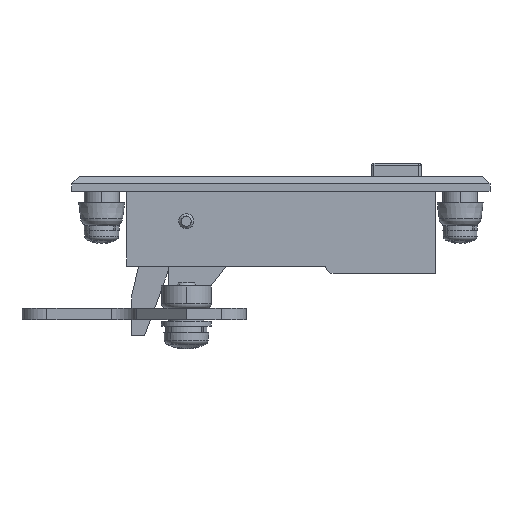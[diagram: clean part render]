
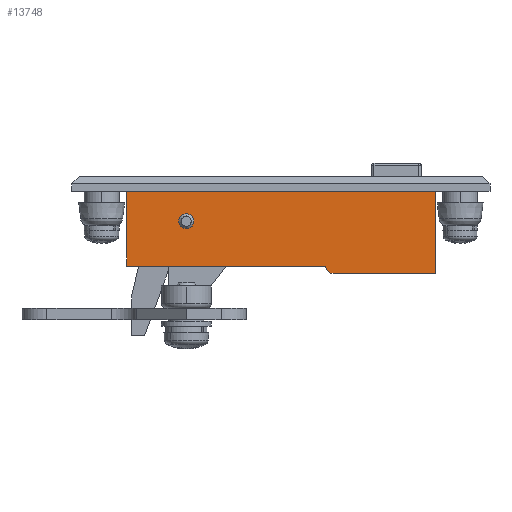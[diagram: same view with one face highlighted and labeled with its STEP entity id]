
A CAD part, left-side view. The second image highlights one B-rep face of the part: STEP entity #13748.
In plain terms, the highlighted planar face has unit normal (-1, 0, 0).
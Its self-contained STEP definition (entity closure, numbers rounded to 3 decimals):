
#306 = EDGE_CURVE ( 'NONE', #9825, #15350, #12297, .T. ) ;
#630 = VECTOR ( 'NONE', #10247, 1000. ) ;
#966 = ORIENTED_EDGE ( 'NONE', *, *, #6094, .F. ) ;
#1526 = CARTESIAN_POINT ( 'NONE',  ( -11.5, -50., 6. ) ) ;
#1678 = DIRECTION ( 'NONE',  ( -1., 0., 0. ) ) ;
#2242 = DIRECTION ( 'NONE',  ( 0., 1., 0. ) ) ;
#2949 = VECTOR ( 'NONE', #10913, 1000. ) ;
#3194 = LINE ( 'NONE', #1526, #9716 ) ;
#3201 = VERTEX_POINT ( 'NONE', #16084 ) ;
#3340 = CARTESIAN_POINT ( 'NONE',  ( -11.5, -29.5, -9. ) ) ;
#3497 = DIRECTION ( 'NONE',  ( 0., 0., 1. ) ) ;
#3831 = CIRCLE ( 'NONE', #8040, 1.5 ) ;
#3897 = CARTESIAN_POINT ( 'NONE',  ( -11.5, -28., -10.5 ) ) ;
#3970 = VERTEX_POINT ( 'NONE', #4222 ) ;
#4020 = VECTOR ( 'NONE', #2242, 1000. ) ;
#4222 = CARTESIAN_POINT ( 'NONE',  ( -11.5, 12., -9. ) ) ;
#4329 = ORIENTED_EDGE ( 'NONE', *, *, #12255, .F. ) ;
#4337 = CARTESIAN_POINT ( 'NONE',  ( -11.5, -28., -9. ) ) ;
#4433 = CARTESIAN_POINT ( 'NONE',  ( -11.5, 12., 6. ) ) ;
#4932 = CARTESIAN_POINT ( 'NONE',  ( -11.5, -50., 6. ) ) ;
#5148 = DIRECTION ( 'NONE',  ( -1., 0., 0. ) ) ;
#5388 = ORIENTED_EDGE ( 'NONE', *, *, #11222, .T. ) ;
#5431 = EDGE_CURVE ( 'NONE', #13564, #3201, #7200, .T. ) ;
#5765 = CIRCLE ( 'NONE', #11280, 1.5 ) ;
#5950 = ORIENTED_EDGE ( 'NONE', *, *, #306, .T. ) ;
#6094 = EDGE_CURVE ( 'NONE', #14567, #3970, #13571, .T. ) ;
#6355 = EDGE_CURVE ( 'NONE', #3970, #14709, #15925, .T. ) ;
#6644 = AXIS2_PLACEMENT_3D ( 'NONE', #11768, #8415, #6755 ) ;
#6755 = DIRECTION ( 'NONE',  ( 0., 0., -1. ) ) ;
#6803 = CARTESIAN_POINT ( 'NONE',  ( -11.5, 12., 6. ) ) ;
#7200 = LINE ( 'NONE', #3897, #4020 ) ;
#7367 = DIRECTION ( 'NONE',  ( 0., 0., -1. ) ) ;
#7485 = EDGE_CURVE ( 'NONE', #14709, #7580, #3194, .T. ) ;
#7580 = VERTEX_POINT ( 'NONE', #4932 ) ;
#7688 = CARTESIAN_POINT ( 'NONE',  ( -11.5, 0., -1.5 ) ) ;
#8040 = AXIS2_PLACEMENT_3D ( 'NONE', #13491, #10164, #8475 ) ;
#8365 = EDGE_LOOP ( 'NONE', ( #966, #5388, #10374, #4329, #12587, #9489 ) ) ;
#8415 = DIRECTION ( 'NONE',  ( 1., 0., 0. ) ) ;
#8475 = DIRECTION ( 'NONE',  ( 0., 0., -1. ) ) ;
#9058 = CARTESIAN_POINT ( 'NONE',  ( -11.5, -50., -10.5 ) ) ;
#9489 = ORIENTED_EDGE ( 'NONE', *, *, #6355, .F. ) ;
#9716 = VECTOR ( 'NONE', #16112, 1000. ) ;
#9825 = VERTEX_POINT ( 'NONE', #12585 ) ;
#10164 = DIRECTION ( 'NONE',  ( 1., 0., 0. ) ) ;
#10247 = DIRECTION ( 'NONE',  ( 0., 1., 0. ) ) ;
#10374 = ORIENTED_EDGE ( 'NONE', *, *, #5431, .F. ) ;
#10694 = FACE_OUTER_BOUND ( 'NONE', #8365, .T. ) ;
#10913 = DIRECTION ( 'NONE',  ( 0., 0., 1. ) ) ;
#11222 = EDGE_CURVE ( 'NONE', #14567, #3201, #5765, .T. ) ;
#11280 = AXIS2_PLACEMENT_3D ( 'NONE', #3340, #1678, #16260 ) ;
#11290 = VECTOR ( 'NONE', #7367, 1000. ) ;
#11768 = CARTESIAN_POINT ( 'NONE',  ( -11.5, 0., 0. ) ) ;
#11815 = PLANE ( 'NONE',  #12784 ) ;
#11907 = CARTESIAN_POINT ( 'NONE',  ( -11.5, -8., -9. ) ) ;
#11944 = FACE_BOUND ( 'NONE', #15807, .T. ) ;
#12009 = ORIENTED_EDGE ( 'NONE', *, *, #13485, .T. ) ;
#12255 = EDGE_CURVE ( 'NONE', #7580, #13564, #12378, .T. ) ;
#12297 = CIRCLE ( 'NONE', #6644, 1.5 ) ;
#12378 = LINE ( 'NONE', #9058, #11290 ) ;
#12582 = CARTESIAN_POINT ( 'NONE',  ( -11.5, 12., 6. ) ) ;
#12585 = CARTESIAN_POINT ( 'NONE',  ( -11.5, 0., 1.5 ) ) ;
#12587 = ORIENTED_EDGE ( 'NONE', *, *, #7485, .F. ) ;
#12784 = AXIS2_PLACEMENT_3D ( 'NONE', #6803, #5148, #3497 ) ;
#13485 = EDGE_CURVE ( 'NONE', #15350, #9825, #3831, .T. ) ;
#13491 = CARTESIAN_POINT ( 'NONE',  ( -11.5, 0., 0. ) ) ;
#13564 = VERTEX_POINT ( 'NONE', #15657 ) ;
#13571 = LINE ( 'NONE', #11907, #630 ) ;
#13748 = ADVANCED_FACE ( 'NONE', ( #10694, #11944 ), #11815, .T. ) ;
#14567 = VERTEX_POINT ( 'NONE', #4337 ) ;
#14709 = VERTEX_POINT ( 'NONE', #4433 ) ;
#15350 = VERTEX_POINT ( 'NONE', #7688 ) ;
#15657 = CARTESIAN_POINT ( 'NONE',  ( -11.5, -50., -10.5 ) ) ;
#15807 = EDGE_LOOP ( 'NONE', ( #12009, #5950 ) ) ;
#15925 = LINE ( 'NONE', #12582, #2949 ) ;
#16084 = CARTESIAN_POINT ( 'NONE',  ( -11.5, -29.5, -10.5 ) ) ;
#16112 = DIRECTION ( 'NONE',  ( 0., -1., 0. ) ) ;
#16260 = DIRECTION ( 'NONE',  ( 0., 0., 1. ) ) ;
